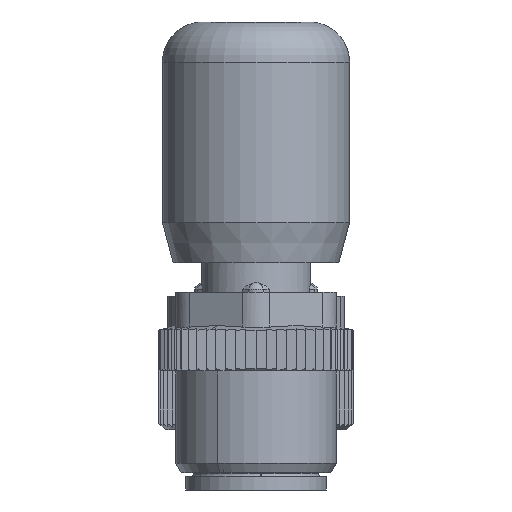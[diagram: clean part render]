
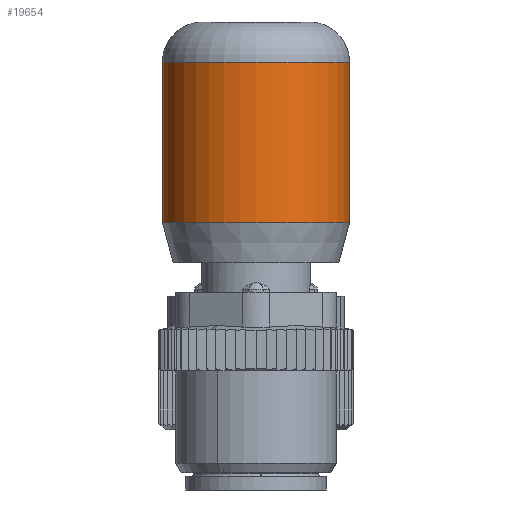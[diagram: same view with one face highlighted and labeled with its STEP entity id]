
A CAD part, front view. The second image highlights one B-rep face of the part: STEP entity #19654.
In plain terms, the highlighted cylindrical face has radius 7 mm (diameter 14 mm), a partial arc.
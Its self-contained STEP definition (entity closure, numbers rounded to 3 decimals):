
#19583=AXIS2_PLACEMENT_3D('Circle Axis2P3D',#19581,#19582,$) ;
#19627=AXIS2_PLACEMENT_3D('Cylinder Axis2P3D',#19624,#19625,#19626) ;
#19645=AXIS2_PLACEMENT_3D('Circle Axis2P3D',#19643,#19644,$) ;
#19578=CARTESIAN_POINT('Vertex',(0.3,7.261,32.)) ;
#19581=CARTESIAN_POINT('Axis2P3D Location',(7.3,7.261,32.)) ;
#19585=CARTESIAN_POINT('Vertex',(14.3,7.261,32.)) ;
#19624=CARTESIAN_POINT('Axis2P3D Location',(7.3,7.261,28.)) ;
#19629=CARTESIAN_POINT('Line Origine',(14.3,7.261,28.)) ;
#19633=CARTESIAN_POINT('Vertex',(14.3,7.261,20.)) ;
#19636=CARTESIAN_POINT('Line Origine',(0.3,7.261,28.)) ;
#19640=CARTESIAN_POINT('Vertex',(0.3,7.261,20.)) ;
#19643=CARTESIAN_POINT('Axis2P3D Location',(7.3,7.261,20.)) ;
#19582=DIRECTION('Axis2P3D Direction',(0.,0.,1.)) ;
#19625=DIRECTION('Axis2P3D Direction',(0.,0.,1.)) ;
#19626=DIRECTION('Axis2P3D XDirection',(1.,0.,0.)) ;
#19630=DIRECTION('Vector Direction',(0.,0.,1.)) ;
#19637=DIRECTION('Vector Direction',(0.,0.,1.)) ;
#19644=DIRECTION('Axis2P3D Direction',(0.,0.,1.)) ;
#19631=VECTOR('Line Direction',#19630,1.) ;
#19638=VECTOR('Line Direction',#19637,1.) ;
#19649=ORIENTED_EDGE('',*,*,#19635,.T.) ;
#19650=ORIENTED_EDGE('',*,*,#19587,.F.) ;
#19651=ORIENTED_EDGE('',*,*,#19642,.F.) ;
#19652=ORIENTED_EDGE('',*,*,#19647,.T.) ;
#19654=ADVANCED_FACE('Hauptkoerper',(#19653),#19628,.T.) ;
#19584=CIRCLE('generated circle',#19583,7.) ;
#19646=CIRCLE('generated circle',#19645,7.) ;
#19628=CYLINDRICAL_SURFACE('generated cylinder',#19627,7.) ;
#19587=EDGE_CURVE('',#19579,#19586,#19584,.T.) ;
#19635=EDGE_CURVE('',#19634,#19586,#19632,.T.) ;
#19642=EDGE_CURVE('',#19641,#19579,#19639,.T.) ;
#19647=EDGE_CURVE('',#19641,#19634,#19646,.T.) ;
#19648=EDGE_LOOP('',(#19649,#19650,#19651,#19652)) ;
#19653=FACE_OUTER_BOUND('',#19648,.T.) ;
#19632=LINE('Line',#19629,#19631) ;
#19639=LINE('Line',#19636,#19638) ;
#19579=VERTEX_POINT('',#19578) ;
#19586=VERTEX_POINT('',#19585) ;
#19634=VERTEX_POINT('',#19633) ;
#19641=VERTEX_POINT('',#19640) ;
